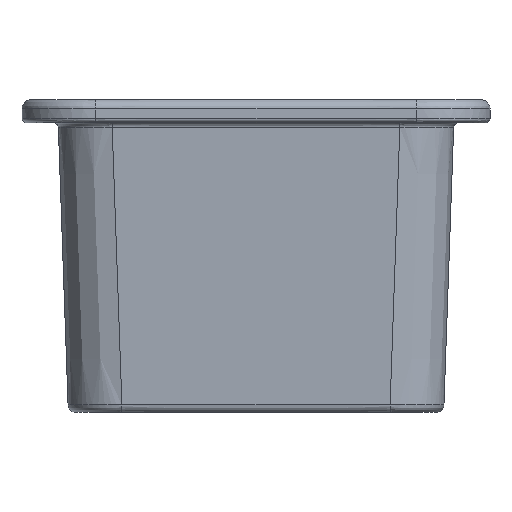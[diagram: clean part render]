
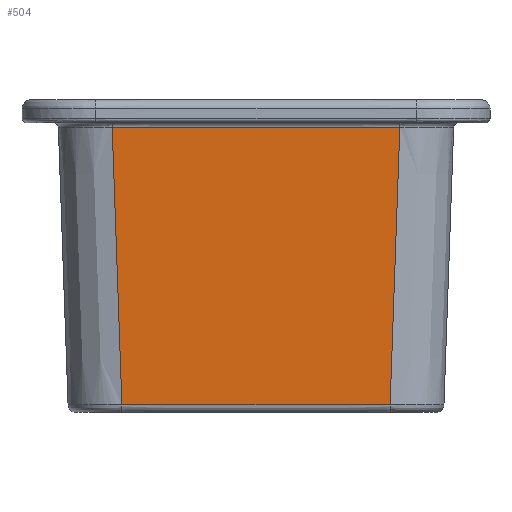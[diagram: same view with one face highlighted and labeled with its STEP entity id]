
A CAD part, left-side view. The second image highlights one B-rep face of the part: STEP entity #504.
In plain terms, the highlighted free-form (B-spline) face has degree [3, 3] with [4, 4] control points.
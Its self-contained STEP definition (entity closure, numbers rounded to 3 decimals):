
#316=FACE_OUTER_BOUND('',#678,.T.);
#504=ADVANCED_FACE('',(#316),#644,.T.);
#644=B_SPLINE_SURFACE_WITH_KNOTS('',3,3,((#3156,#3157,#3158,#3159),(#3160,
#3161,#3162,#3163),(#3164,#3165,#3166,#3167),(#3168,#3169,#3170,#3171)),
 .UNSPECIFIED.,.F.,.F.,.F.,(4,4),(4,4),(0.,1.),(0.,1.),.UNSPECIFIED.);
#678=EDGE_LOOP('',(#861,#862,#863,#864));
#861=ORIENTED_EDGE('',*,*,#1689,.T.);
#862=ORIENTED_EDGE('',*,*,#1690,.T.);
#863=ORIENTED_EDGE('',*,*,#1691,.T.);
#864=ORIENTED_EDGE('',*,*,#1692,.T.);
#1505=VERTEX_POINT('',#3119);
#1506=VERTEX_POINT('',#3120);
#1507=VERTEX_POINT('',#3131);
#1508=VERTEX_POINT('',#3142);
#1689=EDGE_CURVE('',#1505,#1506,#2007,.T.);
#1690=EDGE_CURVE('',#1506,#1507,#2008,.T.);
#1691=EDGE_CURVE('',#1507,#1508,#2009,.T.);
#1692=EDGE_CURVE('',#1508,#1505,#2010,.T.);
#2007=B_SPLINE_CURVE_WITH_KNOTS('',3,(#3109,#3110,#3111,#3112,#3113,#3114,
#3115,#3116,#3117,#3118),.UNSPECIFIED.,.F.,.F.,(4,3,3,4),(0.,0.388,
0.877,1.),.UNSPECIFIED.);
#2008=B_SPLINE_CURVE_WITH_KNOTS('',3,(#3121,#3122,#3123,#3124,#3125,#3126,
#3127,#3128,#3129,#3130),.UNSPECIFIED.,.F.,.F.,(4,3,3,4),(0.,0.057,
0.287,1.),.UNSPECIFIED.);
#2009=B_SPLINE_CURVE_WITH_KNOTS('',3,(#3132,#3133,#3134,#3135,#3136,#3137,
#3138,#3139,#3140,#3141),.UNSPECIFIED.,.F.,.F.,(4,3,3,4),(0.,0.021,
0.511,1.),.UNSPECIFIED.);
#2010=B_SPLINE_CURVE_WITH_KNOTS('',3,(#3143,#3144,#3145,#3146,#3147,#3148,
#3149,#3150,#3151,#3152,#3153,#3154,#3155),.UNSPECIFIED.,.F.,.F.,(4,3,3,
3,4),(0.,0.032,0.161,0.674,1.),
 .UNSPECIFIED.);
#3109=CARTESIAN_POINT('',(-204.896,93.412,299.605));
#3110=CARTESIAN_POINT('',(-204.083,92.598,276.3));
#3111=CARTESIAN_POINT('',(-203.269,91.784,252.995));
#3112=CARTESIAN_POINT('',(-202.455,90.97,229.69));
#3113=CARTESIAN_POINT('',(-201.428,89.943,200.279));
#3114=CARTESIAN_POINT('',(-200.401,88.916,170.868));
#3115=CARTESIAN_POINT('',(-199.374,87.889,141.458));
#3116=CARTESIAN_POINT('',(-199.116,87.631,134.08));
#3117=CARTESIAN_POINT('',(-198.859,87.374,126.703));
#3118=CARTESIAN_POINT('',(-198.601,87.116,119.326));
#3119=CARTESIAN_POINT('',(-204.896,93.412,299.605));
#3120=CARTESIAN_POINT('',(-198.601,87.116,119.326));
#3121=CARTESIAN_POINT('',(-198.601,87.116,119.326));
#3122=CARTESIAN_POINT('',(-198.601,83.783,119.326));
#3123=CARTESIAN_POINT('',(-198.601,80.45,119.326));
#3124=CARTESIAN_POINT('',(-198.601,77.116,119.326));
#3125=CARTESIAN_POINT('',(-198.601,63.783,119.326));
#3126=CARTESIAN_POINT('',(-198.601,50.45,119.326));
#3127=CARTESIAN_POINT('',(-198.601,37.116,119.326));
#3128=CARTESIAN_POINT('',(-198.601,-4.295,119.326));
#3129=CARTESIAN_POINT('',(-198.601,-45.705,119.326));
#3130=CARTESIAN_POINT('',(-198.601,-87.116,119.326));
#3131=CARTESIAN_POINT('',(-198.601,-87.116,119.326));
#3132=CARTESIAN_POINT('',(-198.601,-87.116,119.326));
#3133=CARTESIAN_POINT('',(-198.645,-87.161,120.597));
#3134=CARTESIAN_POINT('',(-198.69,-87.205,121.869));
#3135=CARTESIAN_POINT('',(-198.734,-87.249,123.14));
#3136=CARTESIAN_POINT('',(-199.761,-88.277,152.551));
#3137=CARTESIAN_POINT('',(-200.788,-89.304,181.962));
#3138=CARTESIAN_POINT('',(-201.815,-90.331,211.372));
#3139=CARTESIAN_POINT('',(-202.842,-91.358,240.783));
#3140=CARTESIAN_POINT('',(-203.869,-92.385,270.194));
#3141=CARTESIAN_POINT('',(-204.896,-93.412,299.605));
#3142=CARTESIAN_POINT('',(-204.896,-93.412,299.605));
#3143=CARTESIAN_POINT('',(-204.896,-93.412,299.605));
#3144=CARTESIAN_POINT('',(-204.896,-91.412,299.605));
#3145=CARTESIAN_POINT('',(-204.896,-89.412,299.605));
#3146=CARTESIAN_POINT('',(-204.896,-87.412,299.605));
#3147=CARTESIAN_POINT('',(-204.896,-79.412,299.605));
#3148=CARTESIAN_POINT('',(-204.896,-71.412,299.605));
#3149=CARTESIAN_POINT('',(-204.896,-63.412,299.605));
#3150=CARTESIAN_POINT('',(-204.896,-31.412,299.605));
#3151=CARTESIAN_POINT('',(-204.896,0.588,299.605));
#3152=CARTESIAN_POINT('',(-204.896,32.588,299.605));
#3153=CARTESIAN_POINT('',(-204.896,52.863,299.605));
#3154=CARTESIAN_POINT('',(-204.896,73.137,299.605));
#3155=CARTESIAN_POINT('',(-204.896,93.412,299.605));
#3156=CARTESIAN_POINT('',(-198.601,-94.533,119.326));
#3157=CARTESIAN_POINT('',(-198.601,-31.511,119.326));
#3158=CARTESIAN_POINT('',(-198.601,31.511,119.326));
#3159=CARTESIAN_POINT('',(-198.601,94.533,119.326));
#3160=CARTESIAN_POINT('',(-200.699,-94.533,179.419));
#3161=CARTESIAN_POINT('',(-200.699,-31.511,179.419));
#3162=CARTESIAN_POINT('',(-200.699,31.511,179.419));
#3163=CARTESIAN_POINT('',(-200.699,94.533,179.419));
#3164=CARTESIAN_POINT('',(-202.798,-94.533,239.512));
#3165=CARTESIAN_POINT('',(-202.798,-31.511,239.512));
#3166=CARTESIAN_POINT('',(-202.798,31.511,239.512));
#3167=CARTESIAN_POINT('',(-202.798,94.533,239.512));
#3168=CARTESIAN_POINT('',(-204.896,-94.533,299.605));
#3169=CARTESIAN_POINT('',(-204.896,-31.511,299.605));
#3170=CARTESIAN_POINT('',(-204.896,31.511,299.605));
#3171=CARTESIAN_POINT('',(-204.896,94.533,299.605));
